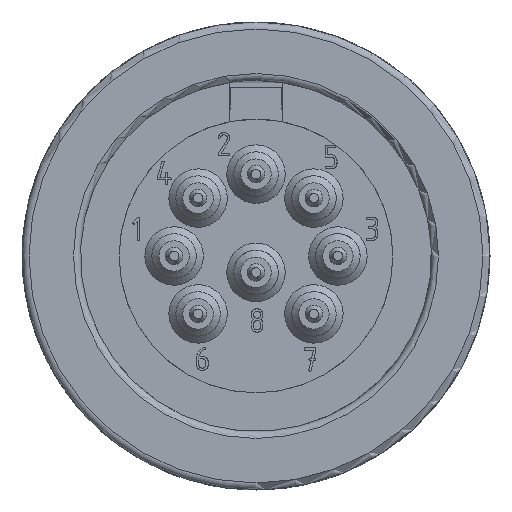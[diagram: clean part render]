
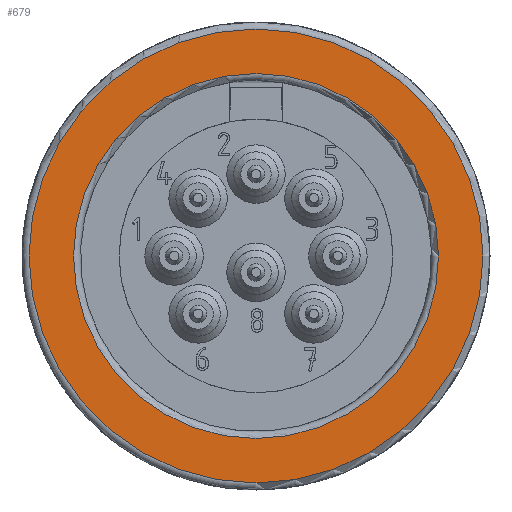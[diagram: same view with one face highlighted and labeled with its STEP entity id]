
A CAD part, left-side view. The second image highlights one B-rep face of the part: STEP entity #679.
In plain terms, the highlighted planar face has unit normal (-1, 0, 0).
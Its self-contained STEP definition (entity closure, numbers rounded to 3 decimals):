
#414=PLANE('',#4263);
#679=ADVANCED_FACE('',(#1430,#1431),#414,.T.);
#1430=FACE_BOUND('',#1717,.T.);
#1431=FACE_BOUND('',#1718,.T.);
#1717=EDGE_LOOP('',(#2194));
#1718=EDGE_LOOP('',(#2195));
#2194=ORIENTED_EDGE('',*,*,#3585,.T.);
#2195=ORIENTED_EDGE('',*,*,#3586,.T.);
#3194=VERTEX_POINT('',#5789);
#3195=VERTEX_POINT('',#5791);
#3585=EDGE_CURVE('',#3194,#3194,#4065,.T.);
#3586=EDGE_CURVE('',#3195,#3195,#4066,.T.);
#4065=CIRCLE('',#4261,9.7);
#4066=CIRCLE('',#4262,7.8);
#4261=AXIS2_PLACEMENT_3D('',#5788,#4721,#4722);
#4262=AXIS2_PLACEMENT_3D('',#5790,#4723,#4724);
#4263=AXIS2_PLACEMENT_3D('',#5792,#4725,#4726);
#4721=DIRECTION('',(-1.,0.,0.));
#4722=DIRECTION('',(0.,0.,1.));
#4723=DIRECTION('',(1.,0.,0.));
#4724=DIRECTION('',(0.,0.,1.));
#4725=DIRECTION('',(-1.,0.,0.));
#4726=DIRECTION('',(0.,0.,1.));
#5788=CARTESIAN_POINT('',(0.5,0.,0.));
#5789=CARTESIAN_POINT('',(0.5,0.,9.7));
#5790=CARTESIAN_POINT('',(0.5,0.,0.));
#5791=CARTESIAN_POINT('',(0.5,0.,7.8));
#5792=CARTESIAN_POINT('',(0.5,0.,0.));
